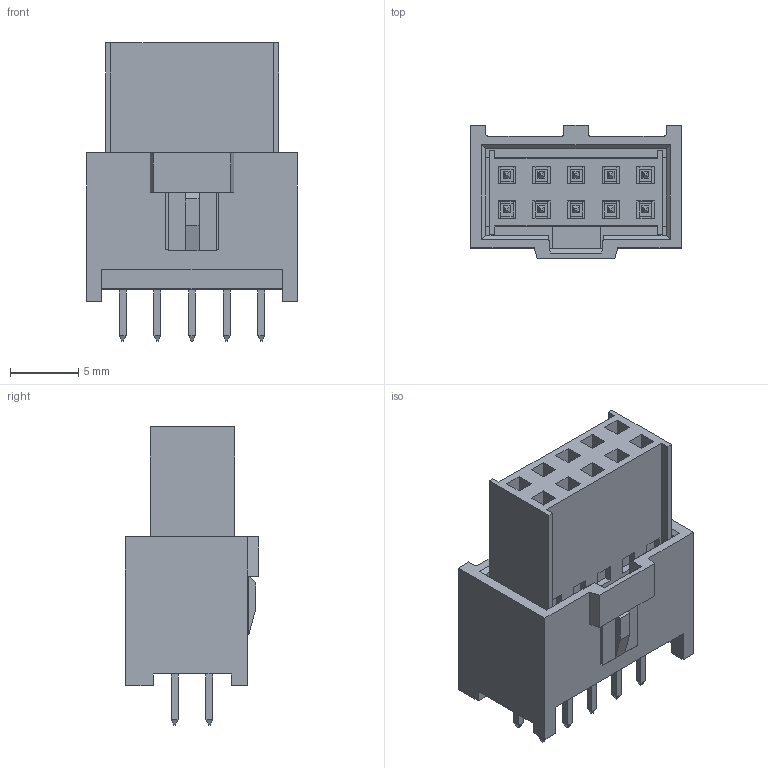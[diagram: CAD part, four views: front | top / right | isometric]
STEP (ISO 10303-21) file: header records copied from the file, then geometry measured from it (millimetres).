
FILE_DESCRIPTION(('FreeCAD Model'),'2;1');
FILE_NAME('TERA_DEBUG.step', '2016-04-01T21:28:05',('Author'),(''), 'Open CASCADE STEP processor 6.7','FreeCAD','Unknown');
FILE_SCHEMA(('AUTOMOTIVE_DESIGN_CC2 { 1 2 10303 214 -1 1 5 4 }'));
Length unit declared in the file: millimetre
Products named in the file (2): ASSEMBLY; TERA_DEBUG
Assembly tree (1 placements, depth 2):
  ASSEMBLY
    TERA_DEBUG
Bounding box: 15.42 x 9.75 x 21.86 mm (x, y, z)
Volume: 1375.8 mm3; surface area: 2811.1 mm2
Topology: 1 solids, 1 shells, 514 faces, 1311 edges, 818 vertices
Faces by surface type: plane 510, cylinder 4
Entity records: 35997 total; most frequent: CARTESIAN_POINT 5739, DIRECTION 4879, LINE 3825, VECTOR 3825, ORIENTED_EDGE 2622, PCURVE 2622, DEFINITIONAL_REPRESENTATION 2622, EDGE_CURVE 1311
